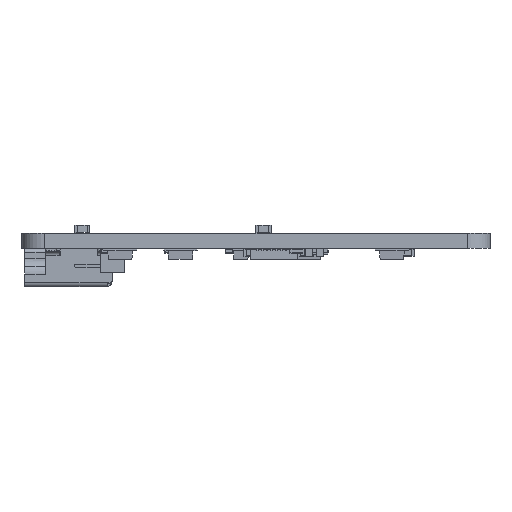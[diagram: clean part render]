
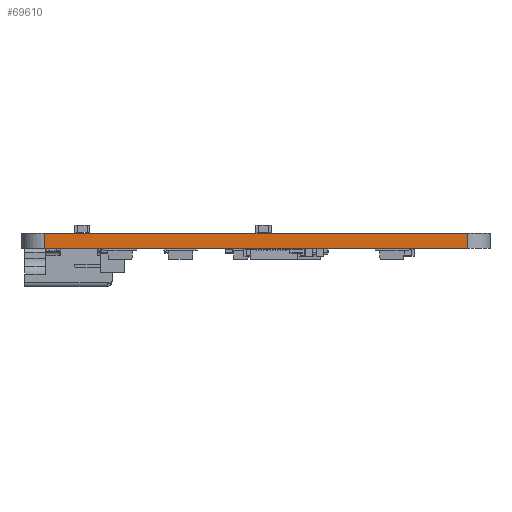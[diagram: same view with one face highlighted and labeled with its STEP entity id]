
A CAD part, left-side view. The second image highlights one B-rep face of the part: STEP entity #69610.
In plain terms, the highlighted planar face has unit normal (-1, 0, 0).
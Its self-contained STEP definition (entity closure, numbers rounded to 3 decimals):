
#66886 = PLANE('',#66887);
#66887 = AXIS2_PLACEMENT_3D('',#66888,#66889,#66890);
#66888 = CARTESIAN_POINT('',(134.017,-99.727,1.6));
#66889 = DIRECTION('',(0.,0.,1.));
#66890 = DIRECTION('',(1.,0.,-0.));
#66941 = PLANE('',#66942);
#66942 = AXIS2_PLACEMENT_3D('',#66943,#66944,#66945);
#66943 = CARTESIAN_POINT('',(134.017,-99.727,0.));
#66944 = DIRECTION('',(0.,0.,1.));
#66945 = DIRECTION('',(1.,0.,-0.));
#67072 = CYLINDRICAL_SURFACE('',#67073,2.381);
#67073 = AXIS2_PLACEMENT_3D('',#67074,#67075,#67076);
#67074 = CARTESIAN_POINT('',(102.267,-77.502,0.));
#67075 = DIRECTION('',(-0.,-0.,-1.));
#67076 = DIRECTION('',(1.,0.,-0.));
#67111 = VERTEX_POINT('',#67112);
#67112 = CARTESIAN_POINT('',(99.886,-77.502,0.));
#67134 = EDGE_CURVE('',#67111,#67135,#67137,.T.);
#67135 = VERTEX_POINT('',#67136);
#67136 = CARTESIAN_POINT('',(99.886,-121.952,0.));
#67137 = SURFACE_CURVE('',#67138,(#67142,#67149),.PCURVE_S1.);
#67138 = LINE('',#67139,#67140);
#67139 = CARTESIAN_POINT('',(99.886,-77.502,0.));
#67140 = VECTOR('',#67141,1.);
#67141 = DIRECTION('',(0.,-1.,0.));
#67142 = PCURVE('',#66941,#67143);
#67143 = DEFINITIONAL_REPRESENTATION('',(#67144),#67148);
#67144 = LINE('',#67145,#67146);
#67145 = CARTESIAN_POINT('',(-34.131,22.225));
#67146 = VECTOR('',#67147,1.);
#67147 = DIRECTION('',(0.,-1.));
#67148 = ( GEOMETRIC_REPRESENTATION_CONTEXT(2) 
PARAMETRIC_REPRESENTATION_CONTEXT() REPRESENTATION_CONTEXT('2D SPACE',''
  ) );
#67149 = PCURVE('',#67150,#67155);
#67150 = PLANE('',#67151);
#67151 = AXIS2_PLACEMENT_3D('',#67152,#67153,#67154);
#67152 = CARTESIAN_POINT('',(99.886,-77.502,0.));
#67153 = DIRECTION('',(1.,0.,0.));
#67154 = DIRECTION('',(0.,-1.,0.));
#67155 = DEFINITIONAL_REPRESENTATION('',(#67156),#67160);
#67156 = LINE('',#67157,#67158);
#67157 = CARTESIAN_POINT('',(0.,0.));
#67158 = VECTOR('',#67159,1.);
#67159 = DIRECTION('',(1.,0.));
#67160 = ( GEOMETRIC_REPRESENTATION_CONTEXT(2) 
PARAMETRIC_REPRESENTATION_CONTEXT() REPRESENTATION_CONTEXT('2D SPACE',''
  ) );
#67179 = CYLINDRICAL_SURFACE('',#67180,2.381);
#67180 = AXIS2_PLACEMENT_3D('',#67181,#67182,#67183);
#67181 = CARTESIAN_POINT('',(102.267,-121.952,0.));
#67182 = DIRECTION('',(-0.,-0.,-1.));
#67183 = DIRECTION('',(1.,0.,-0.));
#68426 = VERTEX_POINT('',#68427);
#68427 = CARTESIAN_POINT('',(99.886,-77.502,1.6));
#68449 = EDGE_CURVE('',#68426,#68450,#68452,.T.);
#68450 = VERTEX_POINT('',#68451);
#68451 = CARTESIAN_POINT('',(99.886,-121.952,1.6));
#68452 = SURFACE_CURVE('',#68453,(#68457,#68464),.PCURVE_S1.);
#68453 = LINE('',#68454,#68455);
#68454 = CARTESIAN_POINT('',(99.886,-77.502,1.6));
#68455 = VECTOR('',#68456,1.);
#68456 = DIRECTION('',(0.,-1.,0.));
#68457 = PCURVE('',#66886,#68458);
#68458 = DEFINITIONAL_REPRESENTATION('',(#68459),#68463);
#68459 = LINE('',#68460,#68461);
#68460 = CARTESIAN_POINT('',(-34.131,22.225));
#68461 = VECTOR('',#68462,1.);
#68462 = DIRECTION('',(0.,-1.));
#68463 = ( GEOMETRIC_REPRESENTATION_CONTEXT(2) 
PARAMETRIC_REPRESENTATION_CONTEXT() REPRESENTATION_CONTEXT('2D SPACE',''
  ) );
#68464 = PCURVE('',#67150,#68465);
#68465 = DEFINITIONAL_REPRESENTATION('',(#68466),#68470);
#68466 = LINE('',#68467,#68468);
#68467 = CARTESIAN_POINT('',(0.,-1.6));
#68468 = VECTOR('',#68469,1.);
#68469 = DIRECTION('',(1.,0.));
#68470 = ( GEOMETRIC_REPRESENTATION_CONTEXT(2) 
PARAMETRIC_REPRESENTATION_CONTEXT() REPRESENTATION_CONTEXT('2D SPACE',''
  ) );
#69562 = EDGE_CURVE('',#67111,#68426,#69563,.T.);
#69563 = SURFACE_CURVE('',#69564,(#69568,#69575),.PCURVE_S1.);
#69564 = LINE('',#69565,#69566);
#69565 = CARTESIAN_POINT('',(99.886,-77.502,0.));
#69566 = VECTOR('',#69567,1.);
#69567 = DIRECTION('',(0.,0.,1.));
#69568 = PCURVE('',#67072,#69569);
#69569 = DEFINITIONAL_REPRESENTATION('',(#69570),#69574);
#69570 = LINE('',#69571,#69572);
#69571 = CARTESIAN_POINT('',(-3.142,0.));
#69572 = VECTOR('',#69573,1.);
#69573 = DIRECTION('',(-0.,-1.));
#69574 = ( GEOMETRIC_REPRESENTATION_CONTEXT(2) 
PARAMETRIC_REPRESENTATION_CONTEXT() REPRESENTATION_CONTEXT('2D SPACE',''
  ) );
#69575 = PCURVE('',#67150,#69576);
#69576 = DEFINITIONAL_REPRESENTATION('',(#69577),#69581);
#69577 = LINE('',#69578,#69579);
#69578 = CARTESIAN_POINT('',(0.,0.));
#69579 = VECTOR('',#69580,1.);
#69580 = DIRECTION('',(0.,-1.));
#69581 = ( GEOMETRIC_REPRESENTATION_CONTEXT(2) 
PARAMETRIC_REPRESENTATION_CONTEXT() REPRESENTATION_CONTEXT('2D SPACE',''
  ) );
#69610 = ADVANCED_FACE('',(#69611),#67150,.F.);
#69611 = FACE_BOUND('',#69612,.F.);
#69612 = EDGE_LOOP('',(#69613,#69614,#69615,#69636));
#69613 = ORIENTED_EDGE('',*,*,#69562,.T.);
#69614 = ORIENTED_EDGE('',*,*,#68449,.T.);
#69615 = ORIENTED_EDGE('',*,*,#69616,.F.);
#69616 = EDGE_CURVE('',#67135,#68450,#69617,.T.);
#69617 = SURFACE_CURVE('',#69618,(#69622,#69629),.PCURVE_S1.);
#69618 = LINE('',#69619,#69620);
#69619 = CARTESIAN_POINT('',(99.886,-121.952,0.));
#69620 = VECTOR('',#69621,1.);
#69621 = DIRECTION('',(0.,0.,1.));
#69622 = PCURVE('',#67150,#69623);
#69623 = DEFINITIONAL_REPRESENTATION('',(#69624),#69628);
#69624 = LINE('',#69625,#69626);
#69625 = CARTESIAN_POINT('',(44.45,0.));
#69626 = VECTOR('',#69627,1.);
#69627 = DIRECTION('',(0.,-1.));
#69628 = ( GEOMETRIC_REPRESENTATION_CONTEXT(2) 
PARAMETRIC_REPRESENTATION_CONTEXT() REPRESENTATION_CONTEXT('2D SPACE',''
  ) );
#69629 = PCURVE('',#67179,#69630);
#69630 = DEFINITIONAL_REPRESENTATION('',(#69631),#69635);
#69631 = LINE('',#69632,#69633);
#69632 = CARTESIAN_POINT('',(-3.142,0.));
#69633 = VECTOR('',#69634,1.);
#69634 = DIRECTION('',(-0.,-1.));
#69635 = ( GEOMETRIC_REPRESENTATION_CONTEXT(2) 
PARAMETRIC_REPRESENTATION_CONTEXT() REPRESENTATION_CONTEXT('2D SPACE',''
  ) );
#69636 = ORIENTED_EDGE('',*,*,#67134,.F.);
